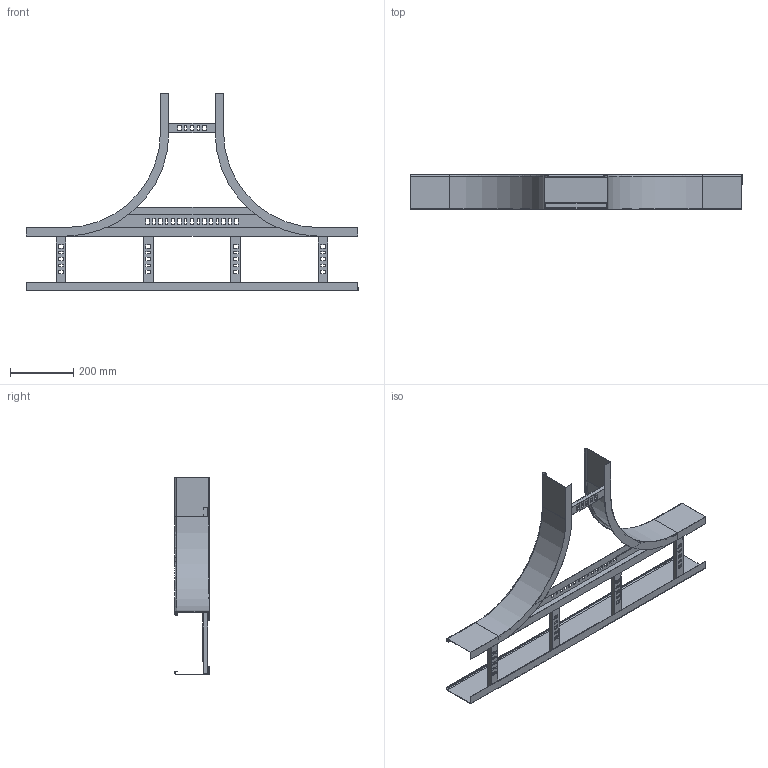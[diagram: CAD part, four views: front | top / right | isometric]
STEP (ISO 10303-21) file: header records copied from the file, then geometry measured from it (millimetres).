
FILE_DESCRIPTION (( 'STEP AP214' ), '1' );
FILE_NAME ('6225310.STP', '2017-03-23T14:41:52', ( '' ), ( '' ), 'SwSTEP 2.0', 'SolidWorks 2016', '' );
FILE_SCHEMA (( 'AUTOMOTIVE_DESIGN' ));
Length unit declared in the file: millimetre
Products named in the file (5): 086308_Gegenholm 110x1050; 079986_L=0192; 085502_St》zprofil f〉 R300 NB200; 086304_Innenholm 110xR300; 6225310
Assembly tree (9 placements, depth 2):
  6225310
    086304_Innenholm 110xR300  x2
    085502_St》zprofil f〉 R300 NB200
    079986_L=0192  x5
    086308_Gegenholm 110x1050
Bounding box: 1050 x 110 x 625 mm (x, y, z)
Volume: 799016.6 mm3; surface area: 1035674.7 mm2
Topology: 9 solids, 9 shells, 426 faces, 1208 edges, 800 vertices
Faces by surface type: plane 288, cylinder 126, bspline 12
Entity records: 9192 total; most frequent: CARTESIAN_POINT 2112, ORIENTED_EDGE 1040, DIRECTION 934, EDGE_CURVE 520, VECTOR 414, LINE 414, VERTEX_POINT 344, AXIS2_PLACEMENT_3D 260
